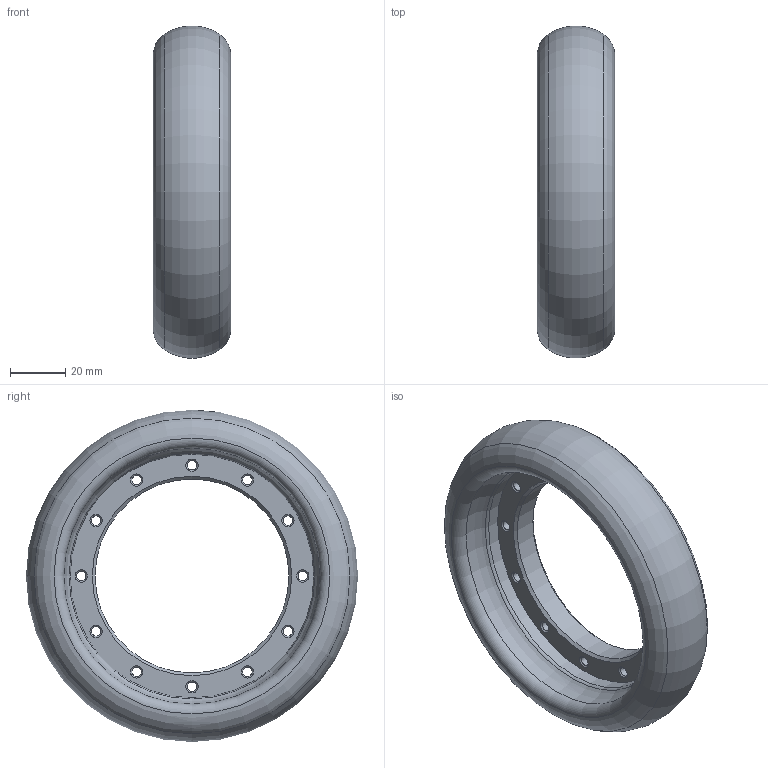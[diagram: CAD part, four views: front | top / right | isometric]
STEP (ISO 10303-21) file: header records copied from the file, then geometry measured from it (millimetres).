
FILE_DESCRIPTION(/* description */ (''),/* implementation_level */ '2;1');
FILE_NAME(/* name */ '',/* time_stamp */ '2025-03-13T19:48:47+03:00',/* author */ ('Edward_Higgins'),/* organization */ (''),/* preprocessor_version */ 'ST-DEVELOPER v20',/* originating_system */ 'Autodesk Inventor 2025',/* authorisation */ '');
FILE_SCHEMA (('AUTOMOTIVE_DESIGN { 1 0 10303 214 3 1 1 }'));
Length unit declared in the file: millimetre
Products named in the file (1): Колесо
Bounding box: 27.99 x 119.87 x 119.87 mm (x, y, z)
Volume: 136963.1 mm3; surface area: 28719.4 mm2
Topology: 1 solids, 1 shells, 36 faces, 85 edges, 51 vertices
Faces by surface type: cone 14, cylinder 14, torus 6, plane 2
Full cylindrical faces by diameter (mm): 3.4 x12, 70 x1, 88 x1
Entity records: 1145 total; most frequent: DIRECTION 216, CARTESIAN_POINT 173, ORIENTED_EDGE 170, AXIS2_PLACEMENT_3D 94, EDGE_CURVE 85, EDGE_LOOP 62, CIRCLE 57, VERTEX_POINT 51
